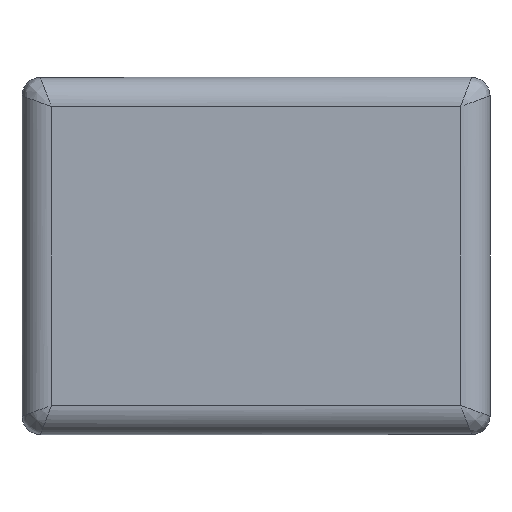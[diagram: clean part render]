
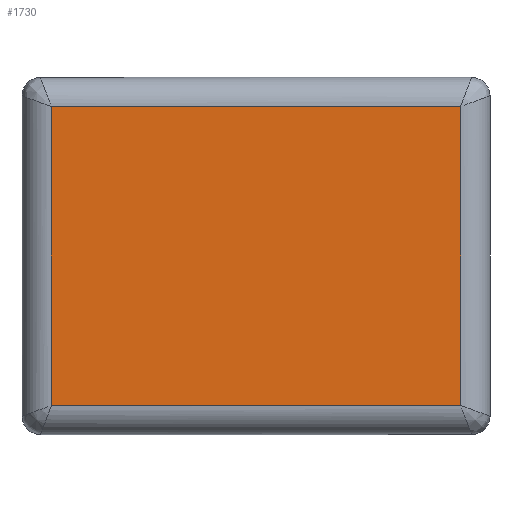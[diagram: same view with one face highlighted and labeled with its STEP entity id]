
A CAD part, left-side view. The second image highlights one B-rep face of the part: STEP entity #1730.
In plain terms, the highlighted planar face has unit normal (-1, 0, 0).
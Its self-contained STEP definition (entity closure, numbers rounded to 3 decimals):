
#66 = AXIS2_PLACEMENT_3D ( 'NONE', #1418, #2463, #578 ) ;
#133 = ORIENTED_EDGE ( 'NONE', *, *, #206, .T. ) ;
#151 = CARTESIAN_POINT ( 'NONE',  ( -1., 0.555, 0.89 ) ) ;
#184 = ORIENTED_EDGE ( 'NONE', *, *, #801, .T. ) ;
#206 = EDGE_CURVE ( 'NONE', #1164, #2448, #1387, .T. ) ;
#270 = CARTESIAN_POINT ( 'NONE',  ( -1., -0.555, 0.97 ) ) ;
#291 = VERTEX_POINT ( 'NONE', #2353 ) ;
#312 = DIRECTION ( 'NONE',  ( 0., 1., 0. ) ) ;
#468 = CARTESIAN_POINT ( 'NONE',  ( -1., 0., 0.08 ) ) ;
#478 = CARTESIAN_POINT ( 'NONE',  ( -1., 0.555, 0.08 ) ) ;
#578 = DIRECTION ( 'NONE',  ( 0., 0., -1. ) ) ;
#737 = PLANE ( 'NONE',  #66 ) ;
#753 = CARTESIAN_POINT ( 'NONE',  ( -1., -0.635, 0.89 ) ) ;
#801 = EDGE_CURVE ( 'NONE', #291, #1164, #1170, .T. ) ;
#978 = CARTESIAN_POINT ( 'NONE',  ( -1., -0.555, 0.08 ) ) ;
#1008 = ORIENTED_EDGE ( 'NONE', *, *, #2428, .T. ) ;
#1164 = VERTEX_POINT ( 'NONE', #151 ) ;
#1170 = LINE ( 'NONE', #753, #1947 ) ;
#1191 = DIRECTION ( 'NONE',  ( 0., 0., -1. ) ) ;
#1255 = ORIENTED_EDGE ( 'NONE', *, *, #1345, .T. ) ;
#1289 = LINE ( 'NONE', #270, #2242 ) ;
#1345 = EDGE_CURVE ( 'NONE', #2448, #1424, #1754, .T. ) ;
#1387 = LINE ( 'NONE', #2459, #1803 ) ;
#1418 = CARTESIAN_POINT ( 'NONE',  ( -1., -0.635, 0.97 ) ) ;
#1424 = VERTEX_POINT ( 'NONE', #978 ) ;
#1484 = VECTOR ( 'NONE', #1564, 1000. ) ;
#1564 = DIRECTION ( 'NONE',  ( 0., -1., 0. ) ) ;
#1699 = EDGE_LOOP ( 'NONE', ( #133, #1255, #1008, #184 ) ) ;
#1730 = ADVANCED_FACE ( 'NONE', ( #1776 ), #737, .F. ) ;
#1754 = LINE ( 'NONE', #468, #1484 ) ;
#1776 = FACE_OUTER_BOUND ( 'NONE', #1699, .T. ) ;
#1803 = VECTOR ( 'NONE', #1191, 1000. ) ;
#1947 = VECTOR ( 'NONE', #312, 1000. ) ;
#2116 = DIRECTION ( 'NONE',  ( 0., 0., 1. ) ) ;
#2242 = VECTOR ( 'NONE', #2116, 1000. ) ;
#2353 = CARTESIAN_POINT ( 'NONE',  ( -1., -0.555, 0.89 ) ) ;
#2428 = EDGE_CURVE ( 'NONE', #1424, #291, #1289, .T. ) ;
#2448 = VERTEX_POINT ( 'NONE', #478 ) ;
#2459 = CARTESIAN_POINT ( 'NONE',  ( -1., 0.555, 0.97 ) ) ;
#2463 = DIRECTION ( 'NONE',  ( 1., 0., 0. ) ) ;
